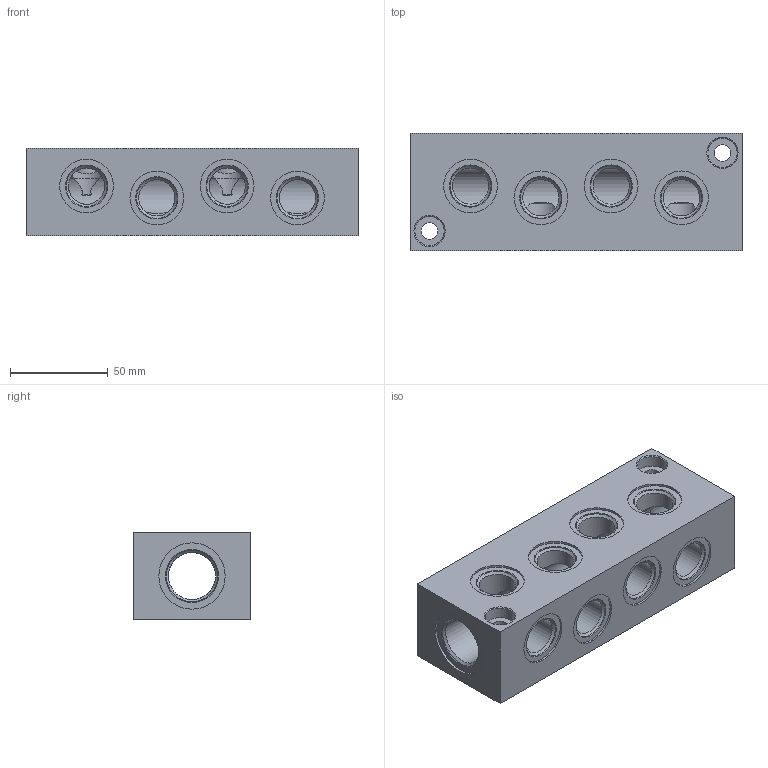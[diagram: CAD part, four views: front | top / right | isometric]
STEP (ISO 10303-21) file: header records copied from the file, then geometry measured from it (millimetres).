
FILE_DESCRIPTION(( 'RA.57.412.34.STP' ), '1');
FILE_NAME( 'RA.57.412.34.STP', '2018-10-12T11:00:47',( 'Sopra'),('sopra-pneumatic.com'), 'SwSTEP 2.0','SolidWorks 2009','' );
FILE_SCHEMA(('AUTOMOTIVE_DESIGN { 1 2 10303 214 0 1 1 1 }'));
Length unit declared in the file: millimetre
Products named in the file (13): A0314_130_34_12; A0314; A03140; G 1_2; G0102; G01020; G01021; G01022; G01023; G01024; G01025; G 3_4; G0304
Assembly tree (12 placements, depth 3):
  A0314_130_34_12
    A0314
    A03140
      G 1_2
      G0102
      G01020
      G01021
      G01022
      G01023
      G01024
      G01025
      G 3_4
      G0304
Bounding box: 170 x 60 x 45 mm (x, y, z)
Volume: 335892.8 mm3; surface area: 78769.1 mm2
Topology: 11 solids, 11 shells, 127 faces, 331 edges, 222 vertices
Faces by surface type: cylinder 57, plane 38, cone 32
Full cylindrical faces by diameter (mm): 8.5 x2, 15 x2, 18.631 x12, 20.955 x16, 24.117 x3, 26.441 x4, 27.5 x8, 34 x2
Entity records: 13039 total; most frequent: CARTESIAN_POINT 9358, DIRECTION 574, ORIENTED_EDGE 396, AXIS2_PLACEMENT_3D 273, EDGE_LOOP 242, EDGE_CURVE 198, VERTEX_POINT 166, COLOUR_RGB 161
